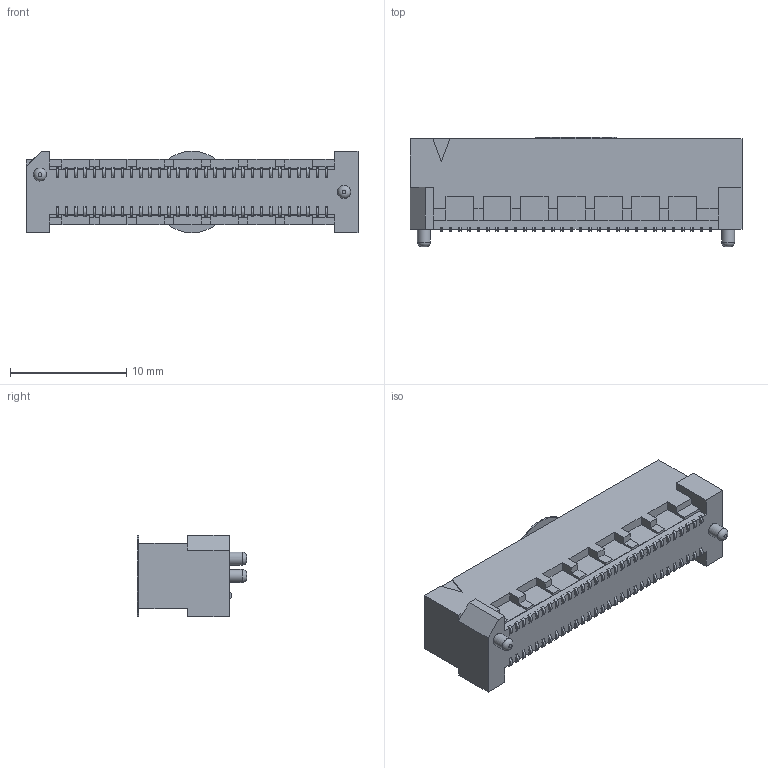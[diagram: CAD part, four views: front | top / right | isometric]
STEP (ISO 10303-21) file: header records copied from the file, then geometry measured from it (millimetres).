
FILE_DESCRIPTION(/* description */ ('STEP AP214'),/* implementation_level */ '2;1');
FILE_NAME(/* name */ 'HSEC8-130-01-L-DV-A-K-TR',/* time_stamp */ '2023-08-28T01:02:40+02:00',/* author */ ('License CC BY-ND 4.0'),/* organization */ ('CADENAS'),/* preprocessor_version */ 'ST-DEVELOPER v19.3',/* originating_system */ 'PARTsolutions',/* authorisation */ ' ');
FILE_SCHEMA (('AUTOMOTIVE_DESIGN {1 0 10303 214 3 1 1}'));
Products named in the file (5): HSEC8-130-01-L-DV-A-K-TR; C-188-02-Pin-30--L-012; C-188-02-Pin-30--L-01; 7.01-01; HSEC8-130-01-L-DV-A-K-TRter
Assembly tree (4 placements, depth 2):
  HSEC8-130-01-L-DV-A-K-TR
    C-188-02-Pin-30--L-012
    C-188-02-Pin-30--L-01
    7.01-01
    HSEC8-130-01-L-DV-A-K-TRter
Bounding box: 28.6 x 9.43 x 7.01 mm (x, y, z)
Volume: 752 mm3; surface area: 2600.1 mm2
Topology: 4 solids, 4 shells, 2485 faces, 7417 edges, 4943 vertices
Faces by surface type: plane 1760, cylinder 723, torus 2
Full cylindrical faces by diameter (mm): 1.12 x2, 7.01 x1
Entity records: 83366 total; most frequent: CARTESIAN_POINT 14841, ORIENTED_EDGE 14820, DIRECTION 13958, EDGE_CURVE 7410, LINE 5842, VECTOR 5842, VERTEX_POINT 4941, AXIS2_PLACEMENT_3D 4058
